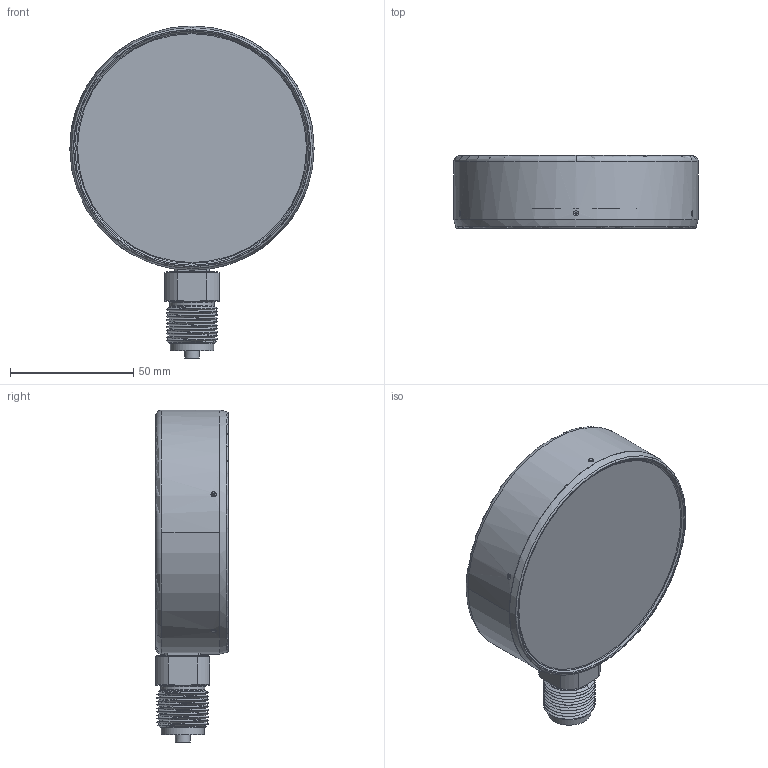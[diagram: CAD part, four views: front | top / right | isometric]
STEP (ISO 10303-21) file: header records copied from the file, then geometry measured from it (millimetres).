
FILE_DESCRIPTION(('HOOPS Exchange Step'),'2;1');
FILE_NAME('MM0400_Radial.stp','2025-03-03T13:50:06+01:00',('nieru'),('Unknown organisation'),'HOOPS Exchange 2024.2','HOOPS Exchange','Unknown authorisation');
FILE_SCHEMA( ('AP203_CONFIGURATION_CONTROLLED_3D_DESIGN_OF_MECHANICAL_PARTS_AND_ASSEMBLIES_MIM_LF') );
Length unit declared in the file: millimetre
Products named in the file (2): 0; root
Assembly tree (1 placements, depth 2):
  root
    0
Bounding box: 99 x 29.5 x 134.6 mm (x, y, z)
Volume: 187273.3 mm3; surface area: 63706.2 mm2
Topology: 8 solids, 8 shells, 221 faces, 586 edges, 393 vertices
Faces by surface type: plane 65, cone 42, cylinder 41, torus 34, bspline 25, sphere 8, offset 6
Full cylindrical faces by diameter (mm): 3.818 x2, 5.808 x1, 6 x1, 17.5 x1, 18 x1, 20.955 x8, 21 x1, 97 x1, 97.8 x1, 98 x1
Entity records: 51998 total; most frequent: CARTESIAN_POINT 46963, ORIENTED_EDGE 1160, DIRECTION 816, EDGE_CURVE 580, VERTEX_POINT 393, AXIS2_PLACEMENT_3D 339, B_SPLINE_CURVE_WITH_KNOTS 254, EDGE_LOOP 239
